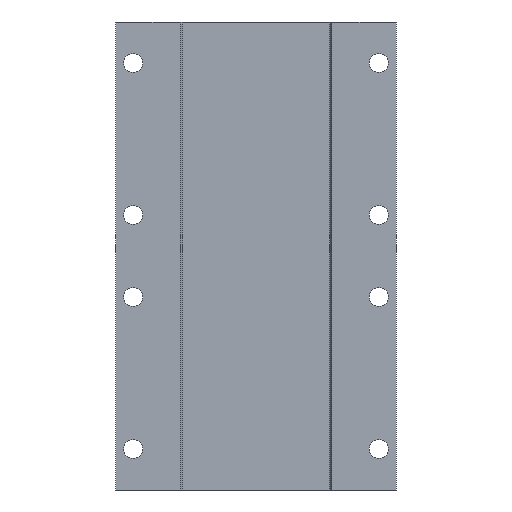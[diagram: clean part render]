
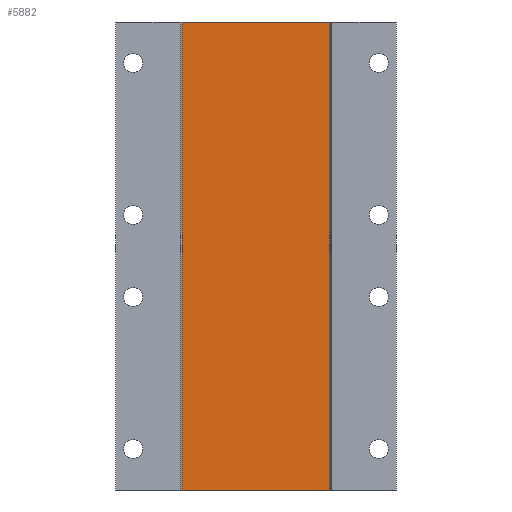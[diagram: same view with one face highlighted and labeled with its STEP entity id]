
A CAD part, front view. The second image highlights one B-rep face of the part: STEP entity #5882.
In plain terms, the highlighted planar face has unit normal (0, -1, 0).
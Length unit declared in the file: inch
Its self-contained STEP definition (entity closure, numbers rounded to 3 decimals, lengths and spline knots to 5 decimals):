
#6 = ORIENTED_EDGE ( 'NONE', *, *, #8731, .T. ) ;
#578 = VERTEX_POINT ( 'NONE', #12172 ) ;
#733 = CARTESIAN_POINT ( 'NONE',  ( -1.57993, -2.06, -5. ) ) ;
#875 = ORIENTED_EDGE ( 'NONE', *, *, #6555, .T. ) ;
#1107 = EDGE_LOOP ( 'NONE', ( #875, #6, #4263, #2598 ) ) ;
#1118 = LINE ( 'NONE', #5861, #8263 ) ;
#1331 = VECTOR ( 'NONE', #2885, 39.37008 ) ;
#2308 = AXIS2_PLACEMENT_3D ( 'NONE', #3347, #9786, #5464 ) ;
#2598 = ORIENTED_EDGE ( 'NONE', *, *, #5018, .F. ) ;
#2885 = DIRECTION ( 'NONE',  ( -1., 0., 0. ) ) ;
#2991 = VERTEX_POINT ( 'NONE', #733 ) ;
#3347 = CARTESIAN_POINT ( 'NONE',  ( -1.57993, -2.06, -5. ) ) ;
#3373 = LINE ( 'NONE', #12836, #7182 ) ;
#4263 = ORIENTED_EDGE ( 'NONE', *, *, #7382, .F. ) ;
#4512 = VERTEX_POINT ( 'NONE', #5526 ) ;
#4979 = DIRECTION ( 'NONE',  ( 0., 0., 1. ) ) ;
#5018 = EDGE_CURVE ( 'NONE', #5580, #2991, #3373, .T. ) ;
#5464 = DIRECTION ( 'NONE',  ( -1., 0., 0. ) ) ;
#5473 = CARTESIAN_POINT ( 'NONE',  ( -1.57993, -2.06, -5. ) ) ;
#5526 = CARTESIAN_POINT ( 'NONE',  ( 1.57993, -2.06, 5. ) ) ;
#5580 = VERTEX_POINT ( 'NONE', #7076 ) ;
#5861 = CARTESIAN_POINT ( 'NONE',  ( 1.57993, -2.06, -5. ) ) ;
#5882 = ADVANCED_FACE ( 'NONE', ( #11716 ), #7508, .F. ) ;
#5966 = LINE ( 'NONE', #9278, #1331 ) ;
#6555 = EDGE_CURVE ( 'NONE', #5580, #4512, #1118, .T. ) ;
#7076 = CARTESIAN_POINT ( 'NONE',  ( 1.57993, -2.06, -5. ) ) ;
#7182 = VECTOR ( 'NONE', #10785, 39.37008 ) ;
#7382 = EDGE_CURVE ( 'NONE', #2991, #578, #8569, .T. ) ;
#7508 = PLANE ( 'NONE',  #2308 ) ;
#8263 = VECTOR ( 'NONE', #4979, 39.37008 ) ;
#8569 = LINE ( 'NONE', #5473, #9612 ) ;
#8731 = EDGE_CURVE ( 'NONE', #4512, #578, #5966, .T. ) ;
#9278 = CARTESIAN_POINT ( 'NONE',  ( -1.57993, -2.06, 5. ) ) ;
#9612 = VECTOR ( 'NONE', #10630, 39.37008 ) ;
#9786 = DIRECTION ( 'NONE',  ( 0., 1., 0. ) ) ;
#10630 = DIRECTION ( 'NONE',  ( 0., 0., 1. ) ) ;
#10785 = DIRECTION ( 'NONE',  ( -1., 0., 0. ) ) ;
#11716 = FACE_OUTER_BOUND ( 'NONE', #1107, .T. ) ;
#12172 = CARTESIAN_POINT ( 'NONE',  ( -1.57993, -2.06, 5. ) ) ;
#12836 = CARTESIAN_POINT ( 'NONE',  ( 0., -2.06, -5. ) ) ;
